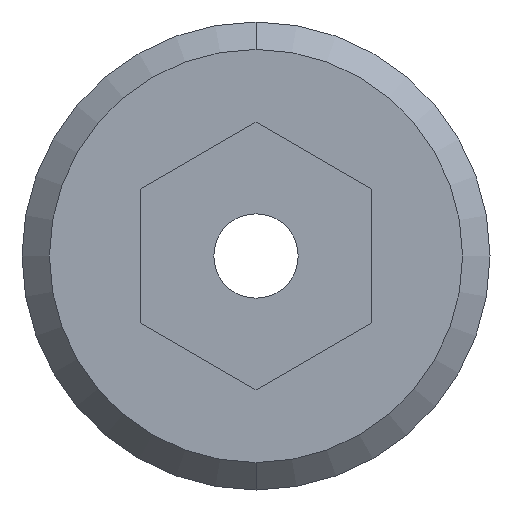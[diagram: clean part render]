
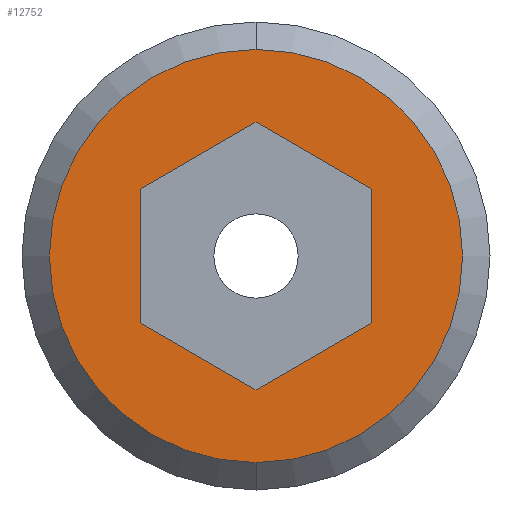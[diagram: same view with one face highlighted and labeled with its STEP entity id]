
A CAD part, left-side view. The second image highlights one B-rep face of the part: STEP entity #12752.
In plain terms, the highlighted planar face has unit normal (-1, 0, 0).
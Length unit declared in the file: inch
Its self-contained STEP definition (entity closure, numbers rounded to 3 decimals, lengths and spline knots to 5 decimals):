
#5832=CARTESIAN_POINT('',(-0.136,0.,0.));
#5833=DIRECTION('',(-1.,0.,0.));
#5834=DIRECTION('',(0.,1.,0.));
#5835=AXIS2_PLACEMENT_3D('',#5832,#5833,#5834);
#5850=DIRECTION('',(0.,0.5,0.866));
#5851=VECTOR('',#5850,0.06351);
#5852=CARTESIAN_POINT('',(-0.136,0.03175,-0.055));
#5853=LINE('',#5852,#5851);
#5854=DIRECTION('',(0.,1.,0.));
#5855=VECTOR('',#5854,0.06351);
#5856=CARTESIAN_POINT('',(-0.136,-0.03175,-0.055));
#5857=LINE('',#5856,#5855);
#5858=DIRECTION('',(0.,0.5,-0.866));
#5859=VECTOR('',#5858,0.06351);
#5860=CARTESIAN_POINT('',(-0.136,-0.06351,0.));
#5861=LINE('',#5860,#5859);
#5862=DIRECTION('',(0.,-0.5,-0.866));
#5863=VECTOR('',#5862,0.06351);
#5864=CARTESIAN_POINT('',(-0.136,-0.03175,0.055));
#5865=LINE('',#5864,#5863);
#5866=DIRECTION('',(0.,-1.,0.));
#5867=VECTOR('',#5866,0.06351);
#5868=CARTESIAN_POINT('',(-0.136,0.03175,0.055));
#5869=LINE('',#5868,#5867);
#5870=DIRECTION('',(0.,-0.5,0.866));
#5871=VECTOR('',#5870,0.06351);
#5872=CARTESIAN_POINT('',(-0.136,0.06351,0.));
#5873=LINE('',#5872,#5871);
#5874=CARTESIAN_POINT('',(-0.136,0.,0.));
#5875=DIRECTION('',(1.,0.,0.));
#5876=DIRECTION('',(0.,1.,0.));
#5877=AXIS2_PLACEMENT_3D('',#5874,#5875,#5876);
#6260=CARTESIAN_POINT('',(-0.136,0.098,0.));
#6261=CARTESIAN_POINT('',(-0.136,-0.098,0.));
#6262=VERTEX_POINT('',#6260);
#6263=VERTEX_POINT('',#6261);
#6280=CARTESIAN_POINT('',(-0.136,0.03175,-0.055));
#6281=CARTESIAN_POINT('',(-0.136,0.06351,0.));
#6282=VERTEX_POINT('',#6280);
#6283=VERTEX_POINT('',#6281);
#6284=CARTESIAN_POINT('',(-0.136,-0.03175,-0.055));
#6285=VERTEX_POINT('',#6284);
#6286=CARTESIAN_POINT('',(-0.136,-0.06351,0.));
#6287=VERTEX_POINT('',#6286);
#6288=CARTESIAN_POINT('',(-0.136,-0.03175,0.055));
#6289=VERTEX_POINT('',#6288);
#6290=CARTESIAN_POINT('',(-0.136,0.03175,0.055));
#6291=VERTEX_POINT('',#6290);
#12728=CARTESIAN_POINT('',(-0.136,0.,0.));
#12729=DIRECTION('',(1.,0.,0.));
#12730=DIRECTION('',(0.,-1.,0.));
#12731=AXIS2_PLACEMENT_3D('',#12728,#12729,#12730);
#12732=PLANE('',#12731);
#12733=ORIENTED_EDGE('',*,*,#12718,.F.);
#12735=ORIENTED_EDGE('',*,*,#12734,.T.);
#12736=EDGE_LOOP('',(#12733,#12735));
#12737=FACE_OUTER_BOUND('',#12736,.F.);
#12739=ORIENTED_EDGE('',*,*,#12738,.F.);
#12741=ORIENTED_EDGE('',*,*,#12740,.F.);
#12743=ORIENTED_EDGE('',*,*,#12742,.F.);
#12745=ORIENTED_EDGE('',*,*,#12744,.F.);
#12747=ORIENTED_EDGE('',*,*,#12746,.F.);
#12749=ORIENTED_EDGE('',*,*,#12748,.F.);
#12750=EDGE_LOOP('',(#12739,#12741,#12743,#12745,#12747,#12749));
#12751=FACE_BOUND('',#12750,.F.);
#5836=CIRCLE('',#5835,0.098);
#5878=CIRCLE('',#5877,0.098);
#12718=EDGE_CURVE('',#6262,#6263,#5836,.T.);
#12734=EDGE_CURVE('',#6262,#6263,#5878,.T.);
#12738=EDGE_CURVE('',#6282,#6283,#5853,.T.);
#12740=EDGE_CURVE('',#6285,#6282,#5857,.T.);
#12742=EDGE_CURVE('',#6287,#6285,#5861,.T.);
#12744=EDGE_CURVE('',#6289,#6287,#5865,.T.);
#12746=EDGE_CURVE('',#6291,#6289,#5869,.T.);
#12748=EDGE_CURVE('',#6283,#6291,#5873,.T.);
#12752=ADVANCED_FACE('',(#12737,#12751),#12732,.F.);
